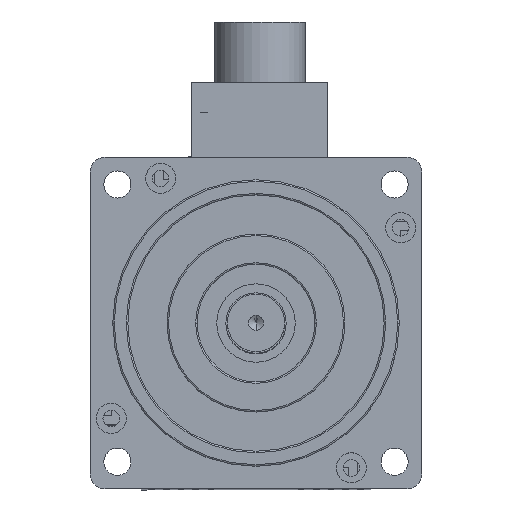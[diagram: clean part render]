
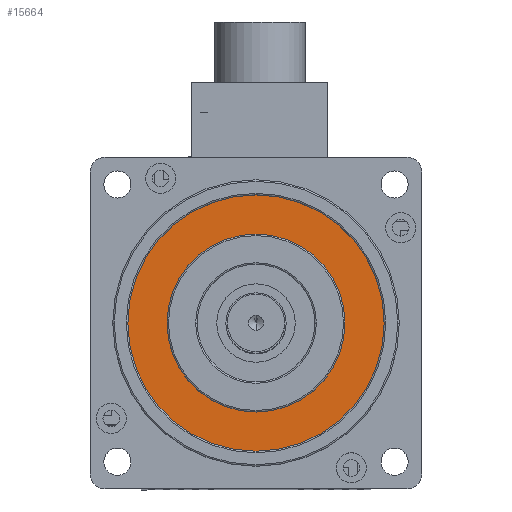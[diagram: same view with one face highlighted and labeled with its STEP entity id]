
A CAD part, top view. The second image highlights one B-rep face of the part: STEP entity #15664.
In plain terms, the highlighted planar face has unit normal (0, 0, 1).
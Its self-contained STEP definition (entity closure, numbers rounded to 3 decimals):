
#252 = DIRECTION ( 'NONE',  ( 1., 0., 0. ) ) ;
#525 = ORIENTED_EDGE ( 'NONE', *, *, #1090, .F. ) ;
#1090 = EDGE_CURVE ( 'NONE', #22503, #8627, #17043, .T. ) ;
#1640 = EDGE_LOOP ( 'NONE', ( #20010, #15413 ) ) ;
#2000 = CARTESIAN_POINT ( 'NONE',  ( 55., 55., 0. ) ) ;
#3003 = CARTESIAN_POINT ( 'NONE',  ( 97.5, 55., 0. ) ) ;
#3158 = AXIS2_PLACEMENT_3D ( 'NONE', #4866, #16414, #20203 ) ;
#3886 = DIRECTION ( 'NONE',  ( 0., 0., 1. ) ) ;
#4241 = CARTESIAN_POINT ( 'NONE',  ( 55., 55., 0. ) ) ;
#4866 = CARTESIAN_POINT ( 'NONE',  ( 55., 55., 0. ) ) ;
#7044 = CARTESIAN_POINT ( 'NONE',  ( 55., 55., 0. ) ) ;
#7593 = VERTEX_POINT ( 'NONE', #3003 ) ;
#7603 = AXIS2_PLACEMENT_3D ( 'NONE', #7044, #8928, #10841 ) ;
#7636 = DIRECTION ( 'NONE',  ( -1., 0., 0. ) ) ;
#8627 = VERTEX_POINT ( 'NONE', #22581 ) ;
#8634 = EDGE_LOOP ( 'NONE', ( #14918, #525 ) ) ;
#8928 = DIRECTION ( 'NONE',  ( 0., 0., 1. ) ) ;
#10048 = VERTEX_POINT ( 'NONE', #10966 ) ;
#10825 = AXIS2_PLACEMENT_3D ( 'NONE', #24305, #22571, #7636 ) ;
#10841 = DIRECTION ( 'NONE',  ( -1., 0., 0. ) ) ;
#10966 = CARTESIAN_POINT ( 'NONE',  ( 12.5, 55., 0. ) ) ;
#11505 = PLANE ( 'NONE',  #10825 ) ;
#11509 = DIRECTION ( 'NONE',  ( 0., 0., 1. ) ) ;
#11828 = EDGE_CURVE ( 'NONE', #7593, #10048, #23367, .T. ) ;
#12633 = AXIS2_PLACEMENT_3D ( 'NONE', #2000, #3886, #20797 ) ;
#13127 = CARTESIAN_POINT ( 'NONE',  ( 84.5, 55., 0. ) ) ;
#14918 = ORIENTED_EDGE ( 'NONE', *, *, #21990, .F. ) ;
#15413 = ORIENTED_EDGE ( 'NONE', *, *, #11828, .T. ) ;
#15664 = ADVANCED_FACE ( 'NONE', ( #16438, #21756 ), #11505, .F. ) ;
#16414 = DIRECTION ( 'NONE',  ( 0., 0., 1. ) ) ;
#16438 = FACE_OUTER_BOUND ( 'NONE', #1640, .T. ) ;
#16869 = CIRCLE ( 'NONE', #12633, 29.5 ) ;
#17043 = CIRCLE ( 'NONE', #7603, 29.5 ) ;
#19583 = EDGE_CURVE ( 'NONE', #10048, #7593, #23144, .T. ) ;
#20010 = ORIENTED_EDGE ( 'NONE', *, *, #19583, .T. ) ;
#20203 = DIRECTION ( 'NONE',  ( 1., 0., 0. ) ) ;
#20797 = DIRECTION ( 'NONE',  ( -1., 0., 0. ) ) ;
#21756 = FACE_BOUND ( 'NONE', #8634, .T. ) ;
#21990 = EDGE_CURVE ( 'NONE', #8627, #22503, #16869, .T. ) ;
#22503 = VERTEX_POINT ( 'NONE', #13127 ) ;
#22571 = DIRECTION ( 'NONE',  ( 0., 0., -1. ) ) ;
#22581 = CARTESIAN_POINT ( 'NONE',  ( 25.5, 55., 0. ) ) ;
#23110 = AXIS2_PLACEMENT_3D ( 'NONE', #4241, #11509, #252 ) ;
#23144 = CIRCLE ( 'NONE', #23110, 42.5 ) ;
#23367 = CIRCLE ( 'NONE', #3158, 42.5 ) ;
#24305 = CARTESIAN_POINT ( 'NONE',  ( 5., 105., 0. ) ) ;
